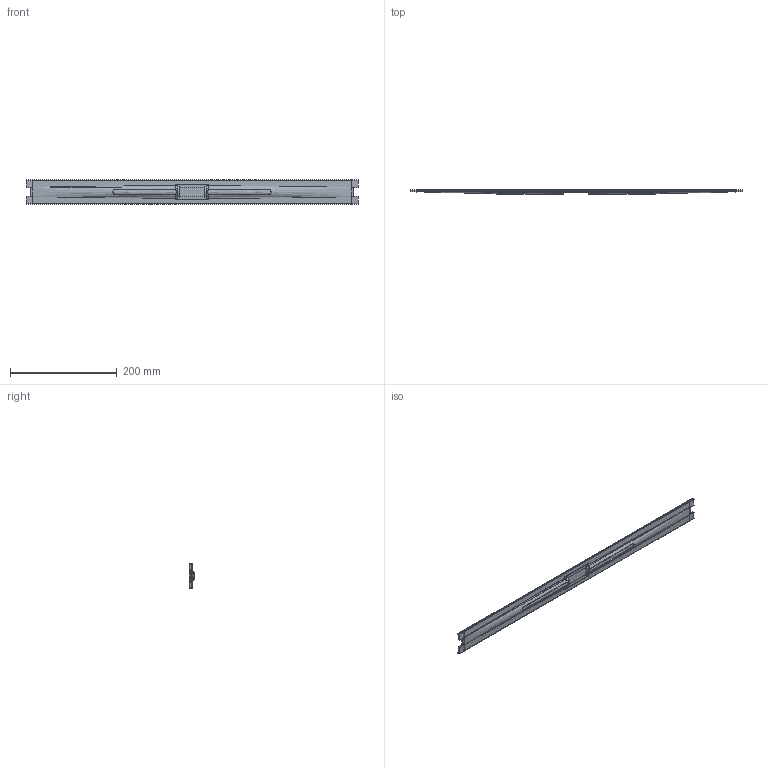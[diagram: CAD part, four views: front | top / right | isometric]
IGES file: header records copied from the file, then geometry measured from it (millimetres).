
Start section:  PTC IGES file: 5701683.igs
Global section: file name: 5701683.igs; native system: Creo Parametric by PTC Inc.; preprocessor: 2016380; author: oguz.ozlem; organization: Unknown; date: 20170531.131129; units: millimetre
Bounding box: 620.88 x 9.44 x 45.76 mm (x, y, z)
Volume: 150516.3 mm3; surface area: 509518.3 mm2
Topology: 2 solids, 2 shells, 256 faces, 1767 edges, 2546 vertices
Faces by surface type: bspline 100, extrusion 94, revolution 62
